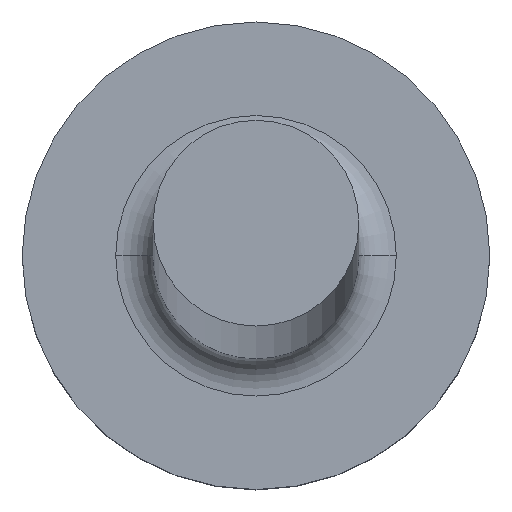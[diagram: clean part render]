
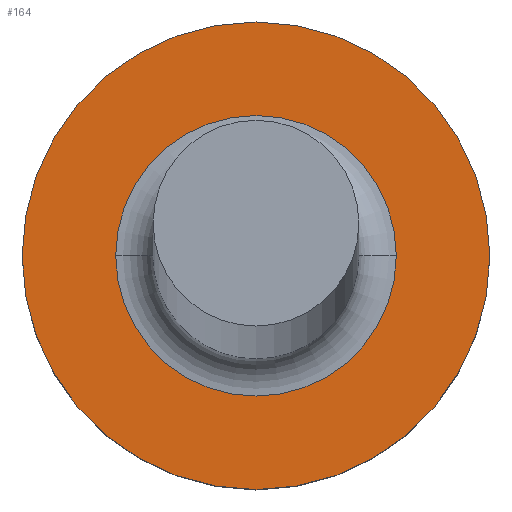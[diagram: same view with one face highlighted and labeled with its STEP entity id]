
A CAD part, top view. The second image highlights one B-rep face of the part: STEP entity #164.
In plain terms, the highlighted planar face has unit normal (0, 0, 1).
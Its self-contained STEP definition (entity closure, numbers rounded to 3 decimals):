
#3 = AXIS2_PLACEMENT_3D ( 'NONE', #261, #23, #216 ) ;
#10 = EDGE_LOOP ( 'NONE', ( #48, #116 ) ) ;
#18 = ORIENTED_EDGE ( 'NONE', *, *, #126, .T. ) ;
#23 = DIRECTION ( 'NONE',  ( 0., 0., -1. ) ) ;
#24 = CIRCLE ( 'NONE', #3, 0.75 ) ;
#31 = DIRECTION ( 'NONE',  ( 1., 0., 0. ) ) ;
#33 = CARTESIAN_POINT ( 'NONE',  ( 0., 0., 1.2 ) ) ;
#36 = CIRCLE ( 'NONE', #146, 1.25 ) ;
#37 = EDGE_CURVE ( 'NONE', #183, #283, #24, .T. ) ;
#48 = ORIENTED_EDGE ( 'NONE', *, *, #267, .T. ) ;
#50 = DIRECTION ( 'NONE',  ( 1., 0., 0. ) ) ;
#52 = DIRECTION ( 'NONE',  ( 0., 0., -1. ) ) ;
#66 = EDGE_LOOP ( 'NONE', ( #124, #18 ) ) ;
#75 = CARTESIAN_POINT ( 'NONE',  ( 0., 0., 1.2 ) ) ;
#79 = DIRECTION ( 'NONE',  ( 0., 0., 1. ) ) ;
#84 = CARTESIAN_POINT ( 'NONE',  ( 0., 0., 1.2 ) ) ;
#85 = AXIS2_PLACEMENT_3D ( 'NONE', #84, #52, #293 ) ;
#104 = CIRCLE ( 'NONE', #231, 1.25 ) ;
#106 = VERTEX_POINT ( 'NONE', #220 ) ;
#113 = DIRECTION ( 'NONE',  ( 1., 0., 0. ) ) ;
#114 = CARTESIAN_POINT ( 'NONE',  ( 0., 0., 1.2 ) ) ;
#116 = ORIENTED_EDGE ( 'NONE', *, *, #258, .T. ) ;
#124 = ORIENTED_EDGE ( 'NONE', *, *, #37, .T. ) ;
#126 = EDGE_CURVE ( 'NONE', #283, #183, #131, .T. ) ;
#128 = FACE_BOUND ( 'NONE', #66, .T. ) ;
#131 = CIRCLE ( 'NONE', #85, 0.75 ) ;
#138 = CARTESIAN_POINT ( 'NONE',  ( -0.75, 0., 1.2 ) ) ;
#146 = AXIS2_PLACEMENT_3D ( 'NONE', #33, #79, #113 ) ;
#151 = VERTEX_POINT ( 'NONE', #252 ) ;
#164 = ADVANCED_FACE ( 'NONE', ( #128, #178 ), #226, .T. ) ;
#167 = AXIS2_PLACEMENT_3D ( 'NONE', #114, #292, #31 ) ;
#175 = DIRECTION ( 'NONE',  ( 0., 0., 1. ) ) ;
#178 = FACE_OUTER_BOUND ( 'NONE', #10, .T. ) ;
#183 = VERTEX_POINT ( 'NONE', #198 ) ;
#198 = CARTESIAN_POINT ( 'NONE',  ( 0.75, 0., 1.2 ) ) ;
#216 = DIRECTION ( 'NONE',  ( 1., 0., 0. ) ) ;
#220 = CARTESIAN_POINT ( 'NONE',  ( 1.25, 0., 1.2 ) ) ;
#226 = PLANE ( 'NONE',  #167 ) ;
#231 = AXIS2_PLACEMENT_3D ( 'NONE', #75, #175, #50 ) ;
#252 = CARTESIAN_POINT ( 'NONE',  ( -1.25, 0., 1.2 ) ) ;
#258 = EDGE_CURVE ( 'NONE', #106, #151, #36, .T. ) ;
#261 = CARTESIAN_POINT ( 'NONE',  ( 0., 0., 1.2 ) ) ;
#267 = EDGE_CURVE ( 'NONE', #151, #106, #104, .T. ) ;
#283 = VERTEX_POINT ( 'NONE', #138 ) ;
#292 = DIRECTION ( 'NONE',  ( 0., 0., 1. ) ) ;
#293 = DIRECTION ( 'NONE',  ( 1., 0., 0. ) ) ;
